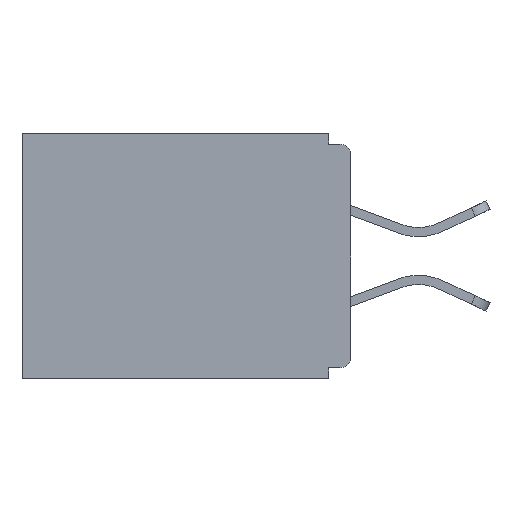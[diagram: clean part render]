
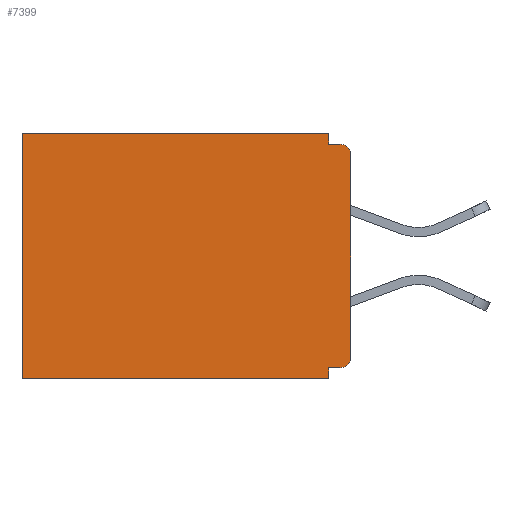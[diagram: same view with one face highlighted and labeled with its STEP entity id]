
A CAD part, left-side view. The second image highlights one B-rep face of the part: STEP entity #7399.
In plain terms, the highlighted planar face has unit normal (-1, 0, 0).
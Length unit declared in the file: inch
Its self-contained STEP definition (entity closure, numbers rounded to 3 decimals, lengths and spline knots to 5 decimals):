
#613 = PLANE ( 'NONE',  #20589 ) ;
#708 = CARTESIAN_POINT ( 'NONE',  ( 0.298, 0.46, 0. ) ) ;
#817 = CARTESIAN_POINT ( 'NONE',  ( 0.298, 0., -0.343 ) ) ;
#1244 = LINE ( 'NONE', #7447, #4069 ) ;
#1572 = CARTESIAN_POINT ( 'NONE',  ( 0.298, 0.015, -0.313 ) ) ;
#1781 = LINE ( 'NONE', #7396, #14364 ) ;
#1935 = LINE ( 'NONE', #817, #11693 ) ;
#2014 = VERTEX_POINT ( 'NONE', #20998 ) ;
#2213 = VECTOR ( 'NONE', #11755, 39.37008 ) ;
#2510 = DIRECTION ( 'NONE',  ( 0., 0., -1. ) ) ;
#3383 = CARTESIAN_POINT ( 'NONE',  ( 0.298, 0.015, -0.015 ) ) ;
#3541 = CARTESIAN_POINT ( 'NONE',  ( 0.298, 0., 0. ) ) ;
#4041 = EDGE_CURVE ( 'NONE', #15858, #2014, #11027, .T. ) ;
#4069 = VECTOR ( 'NONE', #2510, 39.37008 ) ;
#4170 = VERTEX_POINT ( 'NONE', #10635 ) ;
#4189 = VECTOR ( 'NONE', #14985, 39.37008 ) ;
#4296 = CARTESIAN_POINT ( 'NONE',  ( 0.298, 0.015, -0.03 ) ) ;
#4432 = LINE ( 'NONE', #18791, #4189 ) ;
#4606 = VERTEX_POINT ( 'NONE', #7184 ) ;
#4612 = ORIENTED_EDGE ( 'NONE', *, *, #16039, .F. ) ;
#4648 = EDGE_CURVE ( 'NONE', #17812, #6174, #14854, .T. ) ;
#4900 = ORIENTED_EDGE ( 'NONE', *, *, #21273, .F. ) ;
#5238 = VERTEX_POINT ( 'NONE', #16834 ) ;
#5838 = LINE ( 'NONE', #3541, #2213 ) ;
#6039 = FACE_OUTER_BOUND ( 'NONE', #9503, .T. ) ;
#6174 = VERTEX_POINT ( 'NONE', #3383 ) ;
#6854 = EDGE_CURVE ( 'NONE', #16180, #19859, #9929, .T. ) ;
#6901 = AXIS2_PLACEMENT_3D ( 'NONE', #1572, #9286, #20919 ) ;
#7184 = CARTESIAN_POINT ( 'NONE',  ( 0.298, 0., -0.313 ) ) ;
#7202 = DIRECTION ( 'NONE',  ( 0., 0., -1. ) ) ;
#7396 = CARTESIAN_POINT ( 'NONE',  ( 0.298, 0., -0.015 ) ) ;
#7399 = ADVANCED_FACE ( 'NONE', ( #6039 ), #613, .F. ) ;
#7411 = DIRECTION ( 'NONE',  ( 0., 0., -1. ) ) ;
#7447 = CARTESIAN_POINT ( 'NONE',  ( 0.298, 0., 0. ) ) ;
#7938 = CARTESIAN_POINT ( 'NONE',  ( 0.298, 0.46, 0. ) ) ;
#8829 = DIRECTION ( 'NONE',  ( 0., 1., 0. ) ) ;
#9286 = DIRECTION ( 'NONE',  ( -1., 0., 0. ) ) ;
#9503 = EDGE_LOOP ( 'NONE', ( #13713, #10753, #11529, #19319, #13221, #21236, #4900, #4612, #10295, #15152 ) ) ;
#9805 = CIRCLE ( 'NONE', #6901, 0.015 ) ;
#9929 = LINE ( 'NONE', #19742, #20263 ) ;
#10295 = ORIENTED_EDGE ( 'NONE', *, *, #12900, .T. ) ;
#10635 = CARTESIAN_POINT ( 'NONE',  ( 0.298, 0.031, -0.343 ) ) ;
#10753 = ORIENTED_EDGE ( 'NONE', *, *, #13640, .F. ) ;
#10982 = CARTESIAN_POINT ( 'NONE',  ( 0.298, 0., -0.03 ) ) ;
#11027 = LINE ( 'NONE', #708, #19306 ) ;
#11529 = ORIENTED_EDGE ( 'NONE', *, *, #6854, .F. ) ;
#11693 = VECTOR ( 'NONE', #19035, 39.37008 ) ;
#11755 = DIRECTION ( 'NONE',  ( 0., 1., 0. ) ) ;
#12044 = DIRECTION ( 'NONE',  ( 1., 0., 0. ) ) ;
#12900 = EDGE_CURVE ( 'NONE', #5238, #4606, #9805, .T. ) ;
#13221 = ORIENTED_EDGE ( 'NONE', *, *, #4041, .T. ) ;
#13640 = EDGE_CURVE ( 'NONE', #19859, #6174, #1781, .T. ) ;
#13643 = CARTESIAN_POINT ( 'NONE',  ( 0.298, 0., 0. ) ) ;
#13713 = ORIENTED_EDGE ( 'NONE', *, *, #4648, .T. ) ;
#13827 = CARTESIAN_POINT ( 'NONE',  ( 0.298, 0.031, 0. ) ) ;
#14022 = CARTESIAN_POINT ( 'NONE',  ( 0.298, 0.031, -0.015 ) ) ;
#14109 = VERTEX_POINT ( 'NONE', #15439 ) ;
#14307 = EDGE_CURVE ( 'NONE', #17812, #4606, #1244, .T. ) ;
#14364 = VECTOR ( 'NONE', #20598, 39.37008 ) ;
#14854 = CIRCLE ( 'NONE', #17298, 0.015 ) ;
#14985 = DIRECTION ( 'NONE',  ( 0., 0., -1. ) ) ;
#15152 = ORIENTED_EDGE ( 'NONE', *, *, #14307, .F. ) ;
#15439 = CARTESIAN_POINT ( 'NONE',  ( 0.298, 0.031, -0.328 ) ) ;
#15858 = VERTEX_POINT ( 'NONE', #7938 ) ;
#16039 = EDGE_CURVE ( 'NONE', #5238, #14109, #16844, .T. ) ;
#16180 = VERTEX_POINT ( 'NONE', #13827 ) ;
#16186 = EDGE_CURVE ( 'NONE', #4170, #2014, #1935, .T. ) ;
#16834 = CARTESIAN_POINT ( 'NONE',  ( 0.298, 0.015, -0.328 ) ) ;
#16844 = LINE ( 'NONE', #16994, #19481 ) ;
#16994 = CARTESIAN_POINT ( 'NONE',  ( 0.298, 0., -0.328 ) ) ;
#17298 = AXIS2_PLACEMENT_3D ( 'NONE', #4296, #19046, #7411 ) ;
#17812 = VERTEX_POINT ( 'NONE', #10982 ) ;
#18116 = EDGE_CURVE ( 'NONE', #16180, #15858, #5838, .T. ) ;
#18126 = DIRECTION ( 'NONE',  ( 0., 0., -1. ) ) ;
#18488 = DIRECTION ( 'NONE',  ( 0., 0., -1. ) ) ;
#18791 = CARTESIAN_POINT ( 'NONE',  ( 0.298, 0.031, -0.343 ) ) ;
#19035 = DIRECTION ( 'NONE',  ( 0., 1., 0. ) ) ;
#19046 = DIRECTION ( 'NONE',  ( -1., 0., 0. ) ) ;
#19306 = VECTOR ( 'NONE', #7202, 39.37008 ) ;
#19319 = ORIENTED_EDGE ( 'NONE', *, *, #18116, .T. ) ;
#19481 = VECTOR ( 'NONE', #8829, 39.37008 ) ;
#19742 = CARTESIAN_POINT ( 'NONE',  ( 0.298, 0.031, -0.343 ) ) ;
#19859 = VERTEX_POINT ( 'NONE', #14022 ) ;
#20263 = VECTOR ( 'NONE', #18126, 39.37008 ) ;
#20589 = AXIS2_PLACEMENT_3D ( 'NONE', #13643, #12044, #18488 ) ;
#20598 = DIRECTION ( 'NONE',  ( 0., -1., 0. ) ) ;
#20919 = DIRECTION ( 'NONE',  ( 0., 0., -1. ) ) ;
#20998 = CARTESIAN_POINT ( 'NONE',  ( 0.298, 0.46, -0.343 ) ) ;
#21236 = ORIENTED_EDGE ( 'NONE', *, *, #16186, .F. ) ;
#21273 = EDGE_CURVE ( 'NONE', #14109, #4170, #4432, .T. ) ;
